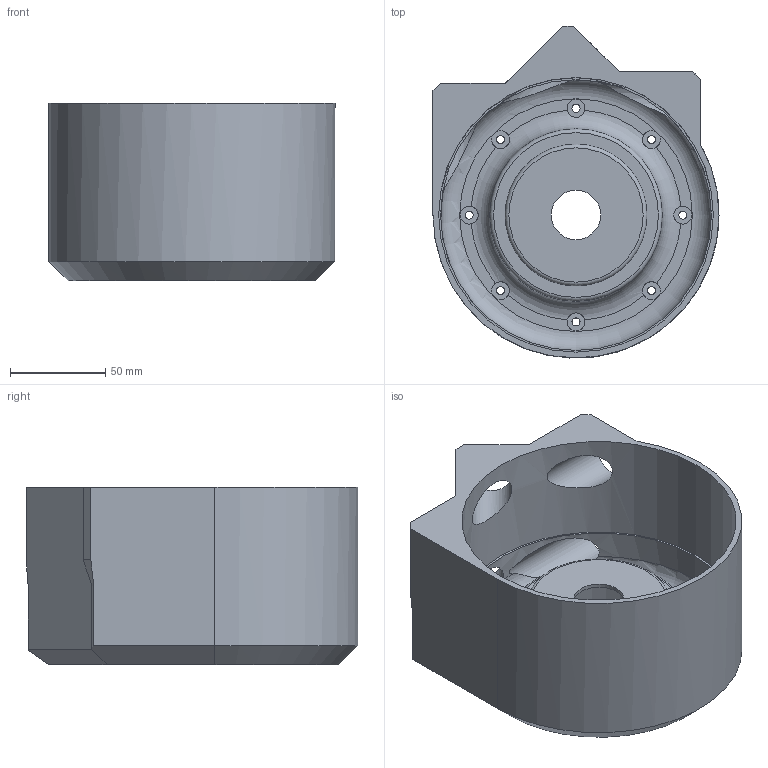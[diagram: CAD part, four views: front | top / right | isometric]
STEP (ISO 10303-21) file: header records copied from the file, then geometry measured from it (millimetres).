
FILE_DESCRIPTION(/* description */ (''),/* implementation_level */ '2;1');
FILE_NAME(/* name */ 'Bowl_GloveboxLike-small_ScrewingAbove.stp',/* time_stamp */ '2022-12-04T10:31:20+01:00',/* author */ ('Timo Raab'),/* organization */ ('AG Schmidt-Mende Universität Konstanz'),/* preprocessor_version */ 'ST-DEVELOPER v19.2',/* originating_system */ 'Autodesk Inventor 2023',/* authorisation */ '');
FILE_SCHEMA (('AUTOMOTIVE_DESIGN { 1 0 10303 214 3 1 1 }'));
Length unit declared in the file: millimetre
Products named in the file (1): Bowl_GloveboxLike-small_ScrewingAbove
Bounding box: 150 x 174.04 x 93 mm (x, y, z)
Volume: 411152.5 mm3; surface area: 145954 mm2
Topology: 1 solids, 1 shells, 86 faces, 236 edges, 155 vertices
Faces by surface type: plane 43, cylinder 30, cone 9, torus 4
Full cylindrical faces by diameter (mm): 4.2 x8, 9.4 x8, 20.752 x6, 26 x1, 70.4 x1, 74.4 x1, 86.4 x1, 90.4 x1, 142 x1, 144 x1
Entity records: 3292 total; most frequent: CARTESIAN_POINT 953, DIRECTION 487, ORIENTED_EDGE 472, EDGE_CURVE 236, AXIS2_PLACEMENT_3D 189, VERTEX_POINT 155, EDGE_LOOP 119, LINE 109
